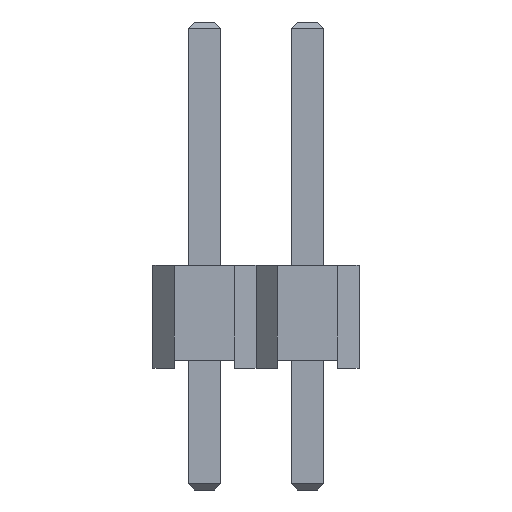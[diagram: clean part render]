
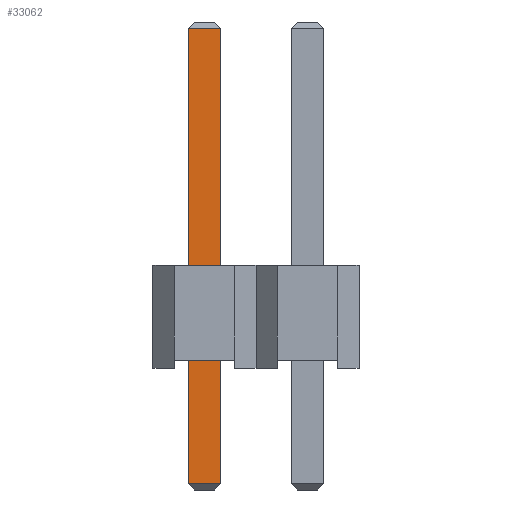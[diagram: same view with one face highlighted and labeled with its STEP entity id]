
A CAD part, front view. The second image highlights one B-rep face of the part: STEP entity #33062.
In plain terms, the highlighted planar face has unit normal (0, -1, 0).
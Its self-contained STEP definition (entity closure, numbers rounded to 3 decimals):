
#32650 = PLANE('',#32651);
#32651 = AXIS2_PLACEMENT_3D('',#32652,#32653,#32654);
#32652 = CARTESIAN_POINT('',(-0.4,-0.4,-3.));
#32653 = DIRECTION('',(-1.,0.,0.));
#32654 = DIRECTION('',(0.,1.,0.));
#32706 = PLANE('',#32707);
#32707 = AXIS2_PLACEMENT_3D('',#32708,#32709,#32710);
#32708 = CARTESIAN_POINT('',(0.4,0.4,-3.));
#32709 = DIRECTION('',(1.,0.,0.));
#32710 = DIRECTION('',(0.,-1.,0.));
#32747 = EDGE_CURVE('',#32748,#32750,#32752,.T.);
#32748 = VERTEX_POINT('',#32749);
#32749 = CARTESIAN_POINT('',(-0.4,-0.4,-2.85));
#32750 = VERTEX_POINT('',#32751);
#32751 = CARTESIAN_POINT('',(-0.4,-0.4,8.39));
#32752 = SURFACE_CURVE('',#32753,(#32757,#32764),.PCURVE_S1.);
#32753 = LINE('',#32754,#32755);
#32754 = CARTESIAN_POINT('',(-0.4,-0.4,-3.));
#32755 = VECTOR('',#32756,1.);
#32756 = DIRECTION('',(0.,0.,1.));
#32757 = PCURVE('',#32650,#32758);
#32758 = DEFINITIONAL_REPRESENTATION('',(#32759),#32763);
#32759 = LINE('',#32760,#32761);
#32760 = CARTESIAN_POINT('',(0.,0.));
#32761 = VECTOR('',#32762,1.);
#32762 = DIRECTION('',(0.,-1.));
#32763 = ( GEOMETRIC_REPRESENTATION_CONTEXT(2) 
PARAMETRIC_REPRESENTATION_CONTEXT() REPRESENTATION_CONTEXT('2D SPACE',''
  ) );
#32764 = PCURVE('',#32765,#32770);
#32765 = PLANE('',#32766);
#32766 = AXIS2_PLACEMENT_3D('',#32767,#32768,#32769);
#32767 = CARTESIAN_POINT('',(0.4,-0.4,-3.));
#32768 = DIRECTION('',(0.,-1.,0.));
#32769 = DIRECTION('',(-1.,0.,0.));
#32770 = DEFINITIONAL_REPRESENTATION('',(#32771),#32775);
#32771 = LINE('',#32772,#32773);
#32772 = CARTESIAN_POINT('',(0.8,0.));
#32773 = VECTOR('',#32774,1.);
#32774 = DIRECTION('',(0.,-1.));
#32775 = ( GEOMETRIC_REPRESENTATION_CONTEXT(2) 
PARAMETRIC_REPRESENTATION_CONTEXT() REPRESENTATION_CONTEXT('2D SPACE',''
  ) );
#32997 = VERTEX_POINT('',#32998);
#32998 = CARTESIAN_POINT('',(0.4,-0.4,8.39));
#33019 = EDGE_CURVE('',#33020,#32997,#33022,.T.);
#33020 = VERTEX_POINT('',#33021);
#33021 = CARTESIAN_POINT('',(0.4,-0.4,-2.85));
#33022 = SURFACE_CURVE('',#33023,(#33027,#33034),.PCURVE_S1.);
#33023 = LINE('',#33024,#33025);
#33024 = CARTESIAN_POINT('',(0.4,-0.4,-3.));
#33025 = VECTOR('',#33026,1.);
#33026 = DIRECTION('',(0.,0.,1.));
#33027 = PCURVE('',#32706,#33028);
#33028 = DEFINITIONAL_REPRESENTATION('',(#33029),#33033);
#33029 = LINE('',#33030,#33031);
#33030 = CARTESIAN_POINT('',(0.8,0.));
#33031 = VECTOR('',#33032,1.);
#33032 = DIRECTION('',(0.,-1.));
#33033 = ( GEOMETRIC_REPRESENTATION_CONTEXT(2) 
PARAMETRIC_REPRESENTATION_CONTEXT() REPRESENTATION_CONTEXT('2D SPACE',''
  ) );
#33034 = PCURVE('',#32765,#33035);
#33035 = DEFINITIONAL_REPRESENTATION('',(#33036),#33040);
#33036 = LINE('',#33037,#33038);
#33037 = CARTESIAN_POINT('',(0.,-0.));
#33038 = VECTOR('',#33039,1.);
#33039 = DIRECTION('',(0.,-1.));
#33040 = ( GEOMETRIC_REPRESENTATION_CONTEXT(2) 
PARAMETRIC_REPRESENTATION_CONTEXT() REPRESENTATION_CONTEXT('2D SPACE',''
  ) );
#33062 = ADVANCED_FACE('',(#33063),#32765,.T.);
#33063 = FACE_BOUND('',#33064,.T.);
#33064 = EDGE_LOOP('',(#33065,#33066,#33092,#33093));
#33065 = ORIENTED_EDGE('',*,*,#33019,.T.);
#33066 = ORIENTED_EDGE('',*,*,#33067,.T.);
#33067 = EDGE_CURVE('',#32997,#32750,#33068,.T.);
#33068 = SURFACE_CURVE('',#33069,(#33073,#33080),.PCURVE_S1.);
#33069 = LINE('',#33070,#33071);
#33070 = CARTESIAN_POINT('',(0.4,-0.4,8.39));
#33071 = VECTOR('',#33072,1.);
#33072 = DIRECTION('',(-1.,0.,0.));
#33073 = PCURVE('',#32765,#33074);
#33074 = DEFINITIONAL_REPRESENTATION('',(#33075),#33079);
#33075 = LINE('',#33076,#33077);
#33076 = CARTESIAN_POINT('',(0.,-11.39));
#33077 = VECTOR('',#33078,1.);
#33078 = DIRECTION('',(1.,0.));
#33079 = ( GEOMETRIC_REPRESENTATION_CONTEXT(2) 
PARAMETRIC_REPRESENTATION_CONTEXT() REPRESENTATION_CONTEXT('2D SPACE',''
  ) );
#33080 = PCURVE('',#33081,#33086);
#33081 = PLANE('',#33082);
#33082 = AXIS2_PLACEMENT_3D('',#33083,#33084,#33085);
#33083 = CARTESIAN_POINT('',(0.4,-0.325,8.465));
#33084 = DIRECTION('',(0.,-0.707,0.707));
#33085 = DIRECTION('',(1.,0.,0.));
#33086 = DEFINITIONAL_REPRESENTATION('',(#33087),#33091);
#33087 = LINE('',#33088,#33089);
#33088 = CARTESIAN_POINT('',(-0.,-0.106));
#33089 = VECTOR('',#33090,1.);
#33090 = DIRECTION('',(-1.,0.));
#33091 = ( GEOMETRIC_REPRESENTATION_CONTEXT(2) 
PARAMETRIC_REPRESENTATION_CONTEXT() REPRESENTATION_CONTEXT('2D SPACE',''
  ) );
#33092 = ORIENTED_EDGE('',*,*,#32747,.F.);
#33093 = ORIENTED_EDGE('',*,*,#33094,.F.);
#33094 = EDGE_CURVE('',#33020,#32748,#33095,.T.);
#33095 = SURFACE_CURVE('',#33096,(#33100,#33107),.PCURVE_S1.);
#33096 = LINE('',#33097,#33098);
#33097 = CARTESIAN_POINT('',(0.4,-0.4,-2.85));
#33098 = VECTOR('',#33099,1.);
#33099 = DIRECTION('',(-1.,0.,0.));
#33100 = PCURVE('',#32765,#33101);
#33101 = DEFINITIONAL_REPRESENTATION('',(#33102),#33106);
#33102 = LINE('',#33103,#33104);
#33103 = CARTESIAN_POINT('',(0.,-0.15));
#33104 = VECTOR('',#33105,1.);
#33105 = DIRECTION('',(1.,0.));
#33106 = ( GEOMETRIC_REPRESENTATION_CONTEXT(2) 
PARAMETRIC_REPRESENTATION_CONTEXT() REPRESENTATION_CONTEXT('2D SPACE',''
  ) );
#33107 = PCURVE('',#33108,#33113);
#33108 = PLANE('',#33109);
#33109 = AXIS2_PLACEMENT_3D('',#33110,#33111,#33112);
#33110 = CARTESIAN_POINT('',(0.4,-0.325,-2.925));
#33111 = DIRECTION('',(0.,0.707,0.707)
  );
#33112 = DIRECTION('',(1.,0.,0.));
#33113 = DEFINITIONAL_REPRESENTATION('',(#33114),#33118);
#33114 = LINE('',#33115,#33116);
#33115 = CARTESIAN_POINT('',(-0.,-0.106));
#33116 = VECTOR('',#33117,1.);
#33117 = DIRECTION('',(-1.,0.));
#33118 = ( GEOMETRIC_REPRESENTATION_CONTEXT(2) 
PARAMETRIC_REPRESENTATION_CONTEXT() REPRESENTATION_CONTEXT('2D SPACE',''
  ) );
